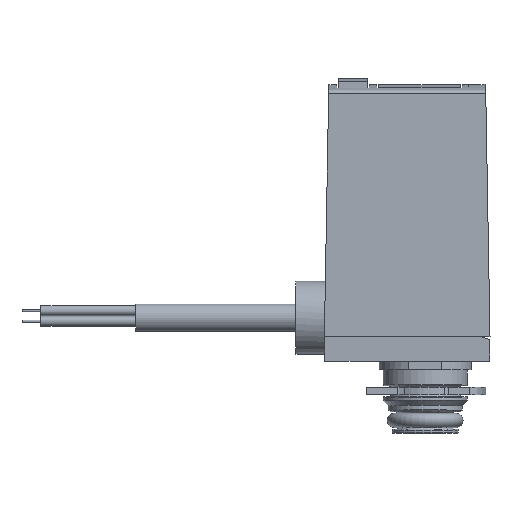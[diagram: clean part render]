
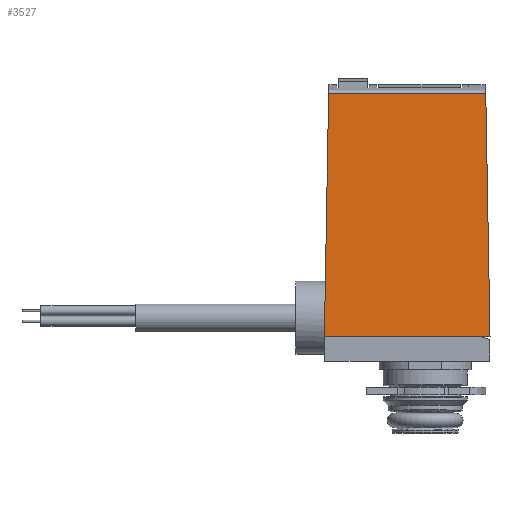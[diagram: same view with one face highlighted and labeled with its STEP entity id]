
A CAD part, top view. The second image highlights one B-rep face of the part: STEP entity #3527.
In plain terms, the highlighted planar face has unit normal (0, 0.009, 1).
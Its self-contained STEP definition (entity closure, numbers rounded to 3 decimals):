
#361=ORIENTED_EDGE('',*,*,#1175,.F.);
#362=ORIENTED_EDGE('',*,*,#1101,.F.);
#363=ORIENTED_EDGE('',*,*,#1106,.F.);
#364=ORIENTED_EDGE('',*,*,#1176,.T.);
#1101=EDGE_CURVE('',#1512,#1513,#1804,.T.);
#1106=EDGE_CURVE('',#1517,#1512,#1807,.T.);
#1175=EDGE_CURVE('',#1513,#1579,#1858,.T.);
#1176=EDGE_CURVE('',#1517,#1579,#1859,.T.);
#1512=VERTEX_POINT('',#5010);
#1513=VERTEX_POINT('',#5012);
#1517=VERTEX_POINT('',#5021);
#1579=VERTEX_POINT('',#5160);
#1804=LINE('',#5011,#2067);
#1807=LINE('',#5022,#2070);
#1858=LINE('',#5159,#2121);
#1859=LINE('',#5161,#2122);
#2067=VECTOR('',#4067,1000.);
#2070=VECTOR('',#4076,1000.);
#2121=VECTOR('',#4177,1000.);
#2122=VECTOR('',#4178,1000.);
#2334=EDGE_LOOP('',(#361,#362,#363,#364));
#2583=FACE_BOUND('',#2334,.T.);
#2825=PLANE('',#3746);
#3527=ADVANCED_FACE('',(#2583),#2825,.F.);
#3746=AXIS2_PLACEMENT_3D('',#5158,#4175,#4176);
#4067=DIRECTION('',(-1.,0.,0.));
#4076=DIRECTION('',(0.017,-1.,0.009));
#4175=DIRECTION('',(0.,-0.009,-1.));
#4176=DIRECTION('',(0.,1.,-0.009));
#4177=DIRECTION('',(0.017,1.,-0.009));
#4178=DIRECTION('',(-1.,0.,0.));
#5010=CARTESIAN_POINT('',(8.75,0.,4.75));
#5011=CARTESIAN_POINT('',(8.75,0.,4.75));
#5012=CARTESIAN_POINT('',(-8.75,0.,4.75));
#5021=CARTESIAN_POINT('',(8.302,25.668,4.526));
#5022=CARTESIAN_POINT('',(8.302,25.661,4.526));
#5158=CARTESIAN_POINT('',(8.75,25.668,4.526));
#5159=CARTESIAN_POINT('',(-8.297,25.966,4.523));
#5160=CARTESIAN_POINT('',(-8.302,25.668,4.526));
#5161=CARTESIAN_POINT('',(8.75,25.668,4.526));
